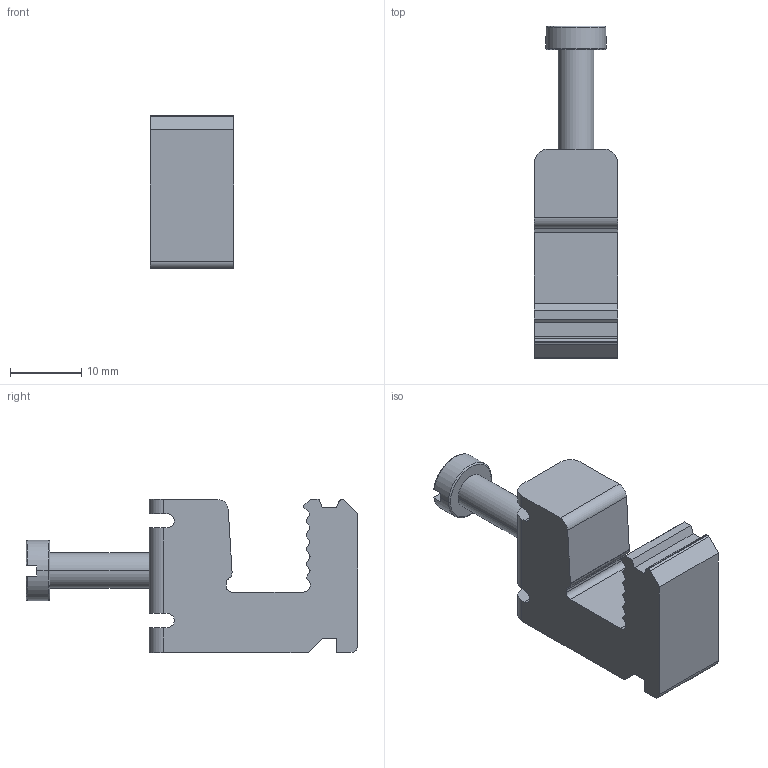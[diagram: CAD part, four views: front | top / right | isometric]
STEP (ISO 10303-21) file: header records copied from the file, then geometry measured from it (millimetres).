
FILE_DESCRIPTION (( 'STEP AP214' ), '1' );
FILE_NAME ('401174_SBK 16-10.STP', '2013-11-14T09:17:17', ( 'arge' ), ( 'Microsoft' ), 'SwSTEP 2.0', 'SolidWorks 2013', '' );
FILE_SCHEMA (( 'AUTOMOTIVE_DESIGN' ));
Length unit declared in the file: millimetre
Products named in the file (1): 401174_SBK 16-10
Bounding box: 11.7 x 46.6 x 21.5 mm (x, y, z)
Volume: 5808.5 mm3; surface area: 2988.9 mm2
Topology: 1 solids, 1 shells, 105 faces, 301 edges, 200 vertices
Faces by surface type: plane 59, cylinder 38, torus 4, bspline 4
Entity records: 4560 total; most frequent: CARTESIAN_POINT 679, ORIENTED_EDGE 602, DIRECTION 579, EDGE_CURVE 301, LINE 203, VECTOR 203, VERTEX_POINT 200, AXIS2_PLACEMENT_3D 188
